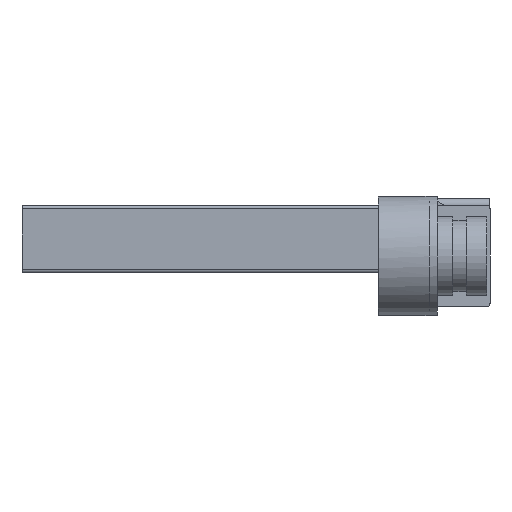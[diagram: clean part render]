
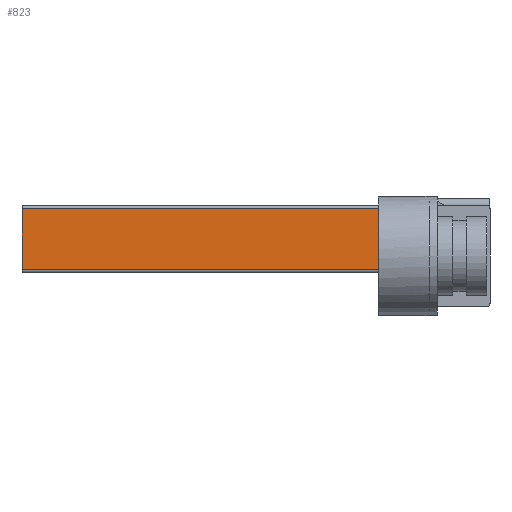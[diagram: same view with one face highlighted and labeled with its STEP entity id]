
A CAD part, front view. The second image highlights one B-rep face of the part: STEP entity #823.
In plain terms, the highlighted planar face has unit normal (0, -1, 0).
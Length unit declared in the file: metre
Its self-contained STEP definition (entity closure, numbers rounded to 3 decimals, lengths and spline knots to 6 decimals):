
#823 = ADVANCED_FACE( '', ( #1776 ), #1777, .T. );
#1776 = FACE_OUTER_BOUND( '', #2842, .T. );
#1777 = PLANE( '', #2843 );
#2842 = EDGE_LOOP( '', ( #5279, #5280, #5281, #5282 ) );
#2843 = AXIS2_PLACEMENT_3D( '', #5283, #5284, #5285 );
#5279 = ORIENTED_EDGE( '', *, *, #6601, .T. );
#5280 = ORIENTED_EDGE( '', *, *, #7192, .T. );
#5281 = ORIENTED_EDGE( '', *, *, #6756, .F. );
#5282 = ORIENTED_EDGE( '', *, *, #6898, .F. );
#5283 = CARTESIAN_POINT( '', ( -0.37849, -0.752895, 0.10795 ) );
#5284 = DIRECTION( '', ( 0., -1., 0. ) );
#5285 = DIRECTION( '', ( 0., 0., -1. ) );
#6601 = EDGE_CURVE( '', #8114, #8112, #8115, .T. );
#6756 = EDGE_CURVE( '', #8354, #8355, #8356, .T. );
#6898 = EDGE_CURVE( '', #8114, #8354, #8575, .T. );
#7192 = EDGE_CURVE( '', #8112, #8355, #8956, .T. );
#8112 = VERTEX_POINT( '', #10170 );
#8114 = VERTEX_POINT( '', #10172 );
#8115 = LINE( '', #10173, #10174 );
#8354 = VERTEX_POINT( '', #10519 );
#8355 = VERTEX_POINT( '', #10520 );
#8356 = LINE( '', #10521, #10522 );
#8575 = LINE( '', #10819, #10820 );
#8956 = LINE( '', #11357, #11358 );
#10170 = CARTESIAN_POINT( '', ( 0.384838, -0.752895, 0.0508 ) );
#10172 = CARTESIAN_POINT( '', ( -0.378488, -0.752895, 0.0508 ) );
#10173 = CARTESIAN_POINT( '', ( -0.37849, -0.752895, 0.0508 ) );
#10174 = VECTOR( '', #12135, 1. );
#10519 = CARTESIAN_POINT( '', ( -0.378488, -0.752895, 0.1651 ) );
#10520 = CARTESIAN_POINT( '', ( 0.384838, -0.752895, 0.1651 ) );
#10521 = CARTESIAN_POINT( '', ( -0.37849, -0.752895, 0.1651 ) );
#10522 = VECTOR( '', #12290, 1. );
#10819 = CARTESIAN_POINT( '', ( -0.378488, -0.752895, 0.10795 ) );
#10820 = VECTOR( '', #12459, 1. );
#11357 = CARTESIAN_POINT( '', ( 0.384838, -0.752895, 0.10795 ) );
#11358 = VECTOR( '', #12754, 1. );
#12135 = DIRECTION( '', ( 1., 0., 0. ) );
#12290 = DIRECTION( '', ( 1., 0., 0. ) );
#12459 = DIRECTION( '', ( 0., 0., 1. ) );
#12754 = DIRECTION( '', ( 0., 0., 1. ) );
